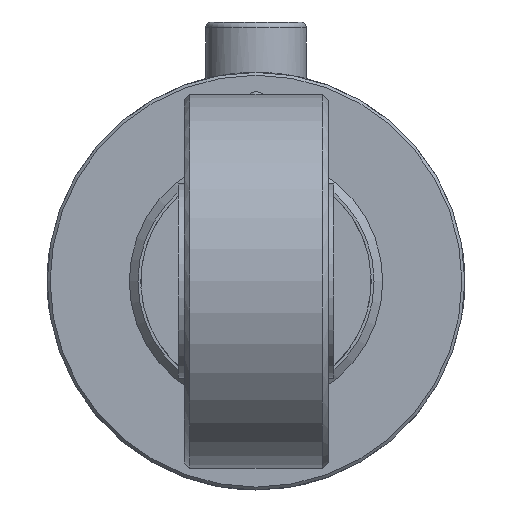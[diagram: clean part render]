
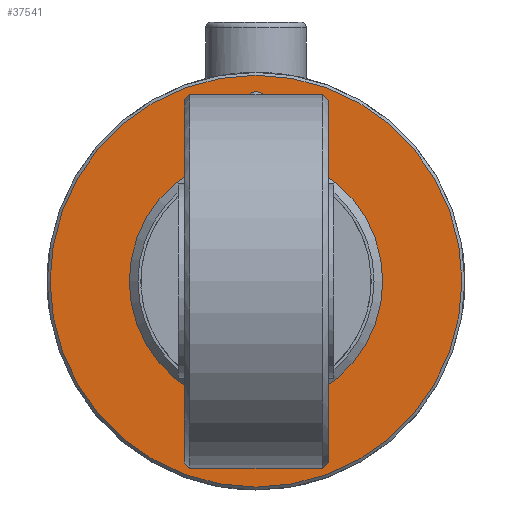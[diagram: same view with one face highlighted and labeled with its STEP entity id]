
A CAD part, front view. The second image highlights one B-rep face of the part: STEP entity #37541.
In plain terms, the highlighted planar face has unit normal (0, -1, 0).
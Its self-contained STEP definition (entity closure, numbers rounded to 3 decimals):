
#37507=CARTESIAN_POINT('',(0.,-310.0,71.5));
#37508=VERTEX_POINT('',#37507);
#37509=CARTESIAN_POINT('',(0.0,-310.0,0.));
#37510=DIRECTION('',(0.0,1.0,0.0));
#37511=DIRECTION('',(0.0,0.0,-1.0));
#37512=AXIS2_PLACEMENT_3D('',#37509,#37510,#37511);
#37513=CIRCLE('',#37512,71.5);
#37514=EDGE_CURVE('',#37508,#37508,#37513,.T.);
#37522=CARTESIAN_POINT('',(0.0,-310.0,58.25));
#37523=DIRECTION('',(0.0,-1.0,0.0));
#37524=DIRECTION('',(0.0,0.0,-1.0));
#37525=AXIS2_PLACEMENT_3D('',#37522,#37523,#37524);
#37526=PLANE('',#37525);
#37527=ORIENTED_EDGE('',*,*,#37514,.F.);
#37528=EDGE_LOOP('',(#37527));
#37529=FACE_OUTER_BOUND('',#37528,.T.);
#37530=CARTESIAN_POINT('',(0.0,-310.0,44.));
#37531=VERTEX_POINT('',#37530);
#37532=CARTESIAN_POINT('',(0.0,-310.0,0.));
#37533=DIRECTION('',(0.0,1.0,0.0));
#37534=DIRECTION('',(0.0,0.0,1.0));
#37535=AXIS2_PLACEMENT_3D('',#37532,#37533,#37534);
#37536=CIRCLE('',#37535,44.);
#37537=EDGE_CURVE('',#37531,#37531,#37536,.T.);
#37538=ORIENTED_EDGE('',*,*,#37537,.T.);
#37539=EDGE_LOOP('',(#37538));
#37540=FACE_BOUND('',#37539,.T.);
#37541=ADVANCED_FACE('',(#37529,#37540),#37526,.T.);
